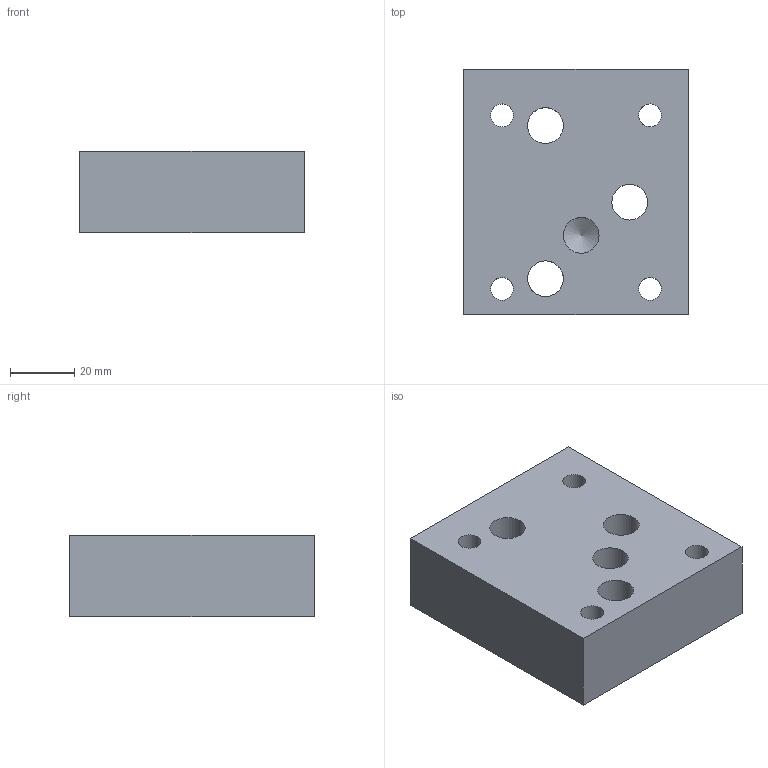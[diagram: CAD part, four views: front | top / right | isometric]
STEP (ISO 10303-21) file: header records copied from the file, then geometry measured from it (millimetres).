
FILE_DESCRIPTION(/* description */ (''),/* implementation_level */ '2;1');
FILE_NAME(/* name */ '_D05TPBTV.stp',/* time_stamp */ '2021-06-16T12:13:15-04:00',/* author */ ('anthonyv'),/* organization */ (''),/* preprocessor_version */ 'ST-DEVELOPER v18.1',/* originating_system */ 'Autodesk Inventor 2021',/* authorisation */ '');
FILE_SCHEMA (('AUTOMOTIVE_DESIGN { 1 0 10303 214 3 1 1 }'));
Length unit declared in the file: millimetre
Products named in the file (1): Part_AD05TPBTV_3D
Bounding box: 69.85 x 76.2 x 25.4 mm (x, y, z)
Volume: 121181 mm3; surface area: 22870.5 mm2
Topology: 1 solids, 1 shells, 319 faces, 883 edges, 596 vertices
Faces by surface type: plane 230, bspline 63, cylinder 17, cone 9
Full cylindrical faces by diameter (mm): 7.137 x7, 11.113 x1, 11.125 x4, 15.875 x5
Entity records: 10915 total; most frequent: CARTESIAN_POINT 2777, ORIENTED_EDGE 1764, DIRECTION 1323, EDGE_CURVE 882, LINE 683, VECTOR 683, VERTEX_POINT 596, EDGE_LOOP 364
